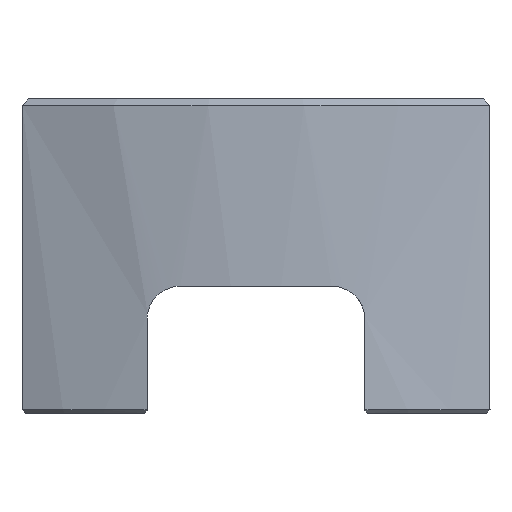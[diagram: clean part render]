
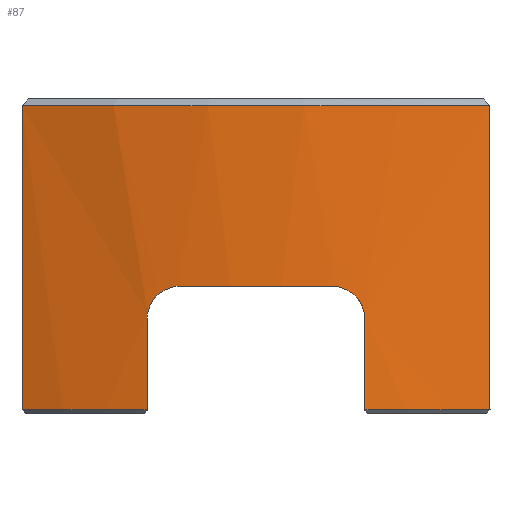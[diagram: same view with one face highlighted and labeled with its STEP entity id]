
A CAD part, left-side view. The second image highlights one B-rep face of the part: STEP entity #87.
In plain terms, the highlighted cylindrical face has radius 95 mm (diameter 190 mm), a partial arc.
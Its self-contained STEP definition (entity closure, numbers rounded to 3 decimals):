
#44=B_SPLINE_CURVE_WITH_KNOTS('',3,(#757,#758,#759,#760,#761,#762),
 .UNSPECIFIED.,.F.,.F.,(4,2,4),(0.,0.5,1.),.UNSPECIFIED.);
#45=B_SPLINE_CURVE_WITH_KNOTS('',3,(#767,#768,#769,#770,#771,#772),
 .UNSPECIFIED.,.F.,.F.,(4,2,4),(0.,0.5,1.),.UNSPECIFIED.);
#68=CYLINDRICAL_SURFACE('',#535,95.);
#87=ADVANCED_FACE('',(#126),#68,.T.);
#126=FACE_OUTER_BOUND('',#156,.T.);
#156=EDGE_LOOP('',(#221,#222,#223,#224,#225,#226,#227,#228,#229,#230));
#184=CIRCLE('',#530,95.);
#185=CIRCLE('',#532,95.);
#186=CIRCLE('',#533,95.);
#187=CIRCLE('',#534,95.);
#221=ORIENTED_EDGE('',*,*,#386,.F.);
#222=ORIENTED_EDGE('',*,*,#387,.T.);
#223=ORIENTED_EDGE('',*,*,#388,.T.);
#224=ORIENTED_EDGE('',*,*,#389,.T.);
#225=ORIENTED_EDGE('',*,*,#390,.F.);
#226=ORIENTED_EDGE('',*,*,#391,.T.);
#227=ORIENTED_EDGE('',*,*,#385,.F.);
#228=ORIENTED_EDGE('',*,*,#392,.F.);
#229=ORIENTED_EDGE('',*,*,#393,.F.);
#230=ORIENTED_EDGE('',*,*,#394,.T.);
#338=VERTEX_POINT('',#740);
#339=VERTEX_POINT('',#754);
#340=VERTEX_POINT('',#763);
#341=VERTEX_POINT('',#764);
#342=VERTEX_POINT('',#766);
#343=VERTEX_POINT('',#773);
#344=VERTEX_POINT('',#775);
#345=VERTEX_POINT('',#777);
#346=VERTEX_POINT('',#780);
#347=VERTEX_POINT('',#782);
#385=EDGE_CURVE('',#339,#338,#184,.T.);
#386=EDGE_CURVE('',#340,#341,#44,.T.);
#387=EDGE_CURVE('',#340,#342,#185,.T.);
#388=EDGE_CURVE('',#342,#343,#45,.T.);
#389=EDGE_CURVE('',#343,#344,#436,.T.);
#390=EDGE_CURVE('',#345,#344,#186,.T.);
#391=EDGE_CURVE('',#345,#338,#437,.T.);
#392=EDGE_CURVE('',#346,#339,#438,.T.);
#393=EDGE_CURVE('',#347,#346,#187,.T.);
#394=EDGE_CURVE('',#347,#341,#439,.T.);
#436=LINE('',#774,#464);
#437=LINE('',#778,#465);
#438=LINE('',#779,#466);
#439=LINE('',#783,#467);
#464=VECTOR('',#615,1.);
#465=VECTOR('',#618,1.);
#466=VECTOR('',#619,1.);
#467=VECTOR('',#622,1.);
#530=AXIS2_PLACEMENT_3D('',#755,#609,#610);
#532=AXIS2_PLACEMENT_3D('',#765,#613,#614);
#533=AXIS2_PLACEMENT_3D('',#776,#616,#617);
#534=AXIS2_PLACEMENT_3D('',#781,#620,#621);
#535=AXIS2_PLACEMENT_3D('',#784,#623,#624);
#609=DIRECTION('',(0.,0.,1.));
#610=DIRECTION('',(-0.93,0.368,0.));
#613=DIRECTION('',(0.,0.,1.));
#614=DIRECTION('',(0.,1.,0.));
#615=DIRECTION('',(0.,0.,-1.));
#616=DIRECTION('',(0.,0.,-1.));
#617=DIRECTION('',(-0.93,-0.368,0.));
#618=DIRECTION('',(0.,0.,1.));
#619=DIRECTION('',(0.,0.,1.));
#620=DIRECTION('',(0.,0.,-1.));
#621=DIRECTION('',(-0.984,0.178,0.));
#622=DIRECTION('',(0.,0.,1.));
#623=DIRECTION('',(0.,0.,1.));
#624=DIRECTION('',(1.,0.,0.));
#740=CARTESIAN_POINT('',(-90.818,-35.,-1.));
#754=CARTESIAN_POINT('',(-90.818,35.,-1.));
#755=CARTESIAN_POINT('',(-2.5,0.,-1.));
#757=CARTESIAN_POINT('',(-96.826,11.3,-28.));
#758=CARTESIAN_POINT('',(-96.668,12.618,-28.));
#759=CARTESIAN_POINT('',(-96.482,13.903,-28.537));
#760=CARTESIAN_POINT('',(-96.19,15.751,-30.375));
#761=CARTESIAN_POINT('',(-96.091,16.3,-31.672));
#762=CARTESIAN_POINT('',(-96.091,16.3,-33.));
#763=CARTESIAN_POINT('',(-96.826,11.3,-28.));
#764=CARTESIAN_POINT('',(-96.091,16.3,-33.));
#765=CARTESIAN_POINT('',(-2.5,0.,-28.));
#766=CARTESIAN_POINT('',(-96.826,-11.3,-28.));
#767=CARTESIAN_POINT('',(-96.826,-11.3,-28.));
#768=CARTESIAN_POINT('',(-96.668,-12.618,-28.));
#769=CARTESIAN_POINT('',(-96.482,-13.903,-28.537));
#770=CARTESIAN_POINT('',(-96.19,-15.751,-30.375));
#771=CARTESIAN_POINT('',(-96.091,-16.3,-31.672));
#772=CARTESIAN_POINT('',(-96.091,-16.3,-33.));
#773=CARTESIAN_POINT('',(-96.091,-16.3,-33.));
#774=CARTESIAN_POINT('',(-96.091,-16.3,-47.));
#775=CARTESIAN_POINT('',(-96.091,-16.3,-46.5));
#776=CARTESIAN_POINT('',(-2.5,0.,-46.5));
#777=CARTESIAN_POINT('',(-90.818,-35.,-46.5));
#778=CARTESIAN_POINT('',(-90.818,-35.,-46.5));
#779=CARTESIAN_POINT('',(-90.818,35.,-46.5));
#780=CARTESIAN_POINT('',(-90.818,35.,-46.5));
#781=CARTESIAN_POINT('',(-2.5,0.,-46.5));
#782=CARTESIAN_POINT('',(-96.091,16.3,-46.5));
#783=CARTESIAN_POINT('',(-96.091,16.3,-47.));
#784=CARTESIAN_POINT('',(-2.5,0.,-47.));
